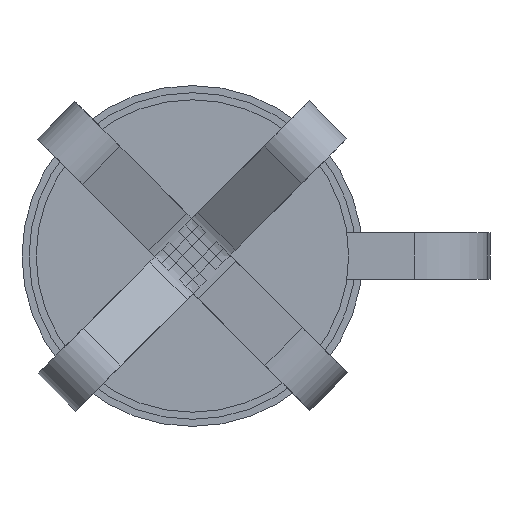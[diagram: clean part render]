
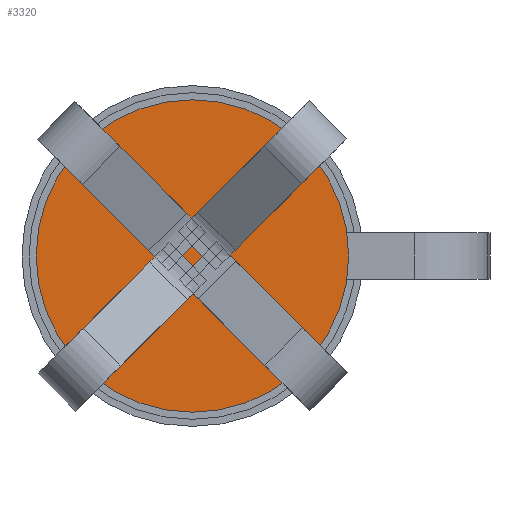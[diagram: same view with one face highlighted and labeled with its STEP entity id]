
A CAD part, front view. The second image highlights one B-rep face of the part: STEP entity #3320.
In plain terms, the highlighted planar face has unit normal (0, -1, 0).
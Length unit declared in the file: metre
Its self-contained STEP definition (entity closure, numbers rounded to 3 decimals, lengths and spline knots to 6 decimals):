
#66 = CARTESIAN_POINT('NONE', (0.056007, 0, -0));
#67 = VERTEX_POINT('NONE', #66);
#680 = DIRECTION('NONE', (1, 0, -0));
#681 = DIRECTION('NONE', (0, 1, 0));
#682 = CARTESIAN_POINT('NONE', (0, 0, 0));
#683 = AXIS2_PLACEMENT_3D('NONE', #682, #681, #680);
#684 = CIRCLE('NONE', #683, 0.056007);
#2052 = EDGE_CURVE('NONE', #67, #67, #684, .T.);
#2516 = CARTESIAN_POINT('NONE', (0, 0, -0));
#2517 = DIRECTION('NONE', (0, 1, 0));
#2518 = AXIS2_PLACEMENT_3D('NONE', #2516, #2517, $);
#2519 = PLANE('NONE', #2518);
#3317 = ORIENTED_EDGE('NONE', *, *, #2052, .F.);
#3318 = EDGE_LOOP('NONE', (#3317));
#3319 = FACE_BOUND('NONE', #3318, .T.);
#3320 = ADVANCED_FACE('NONE', (#3319), #2519, .F.);
